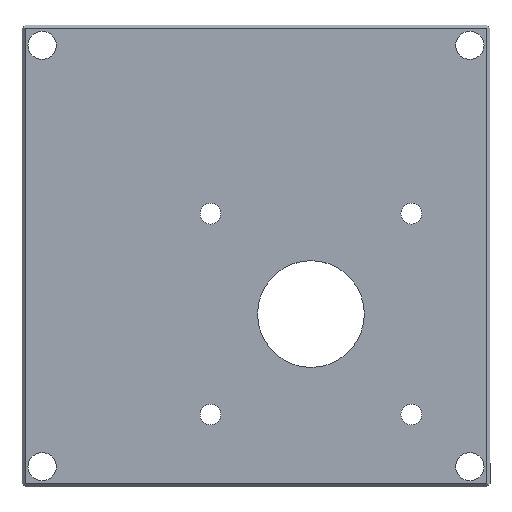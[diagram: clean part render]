
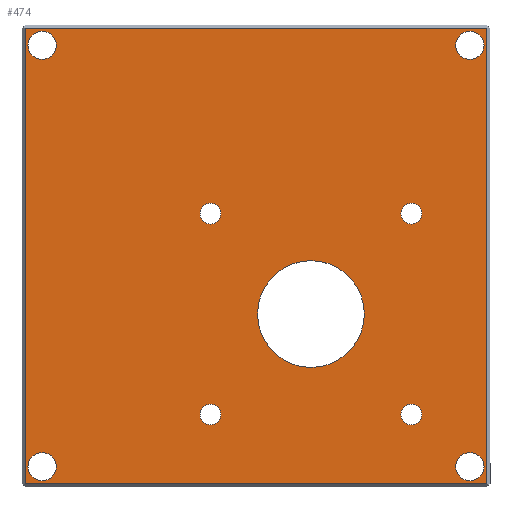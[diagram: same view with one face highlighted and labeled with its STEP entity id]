
A CAD part, top view. The second image highlights one B-rep face of the part: STEP entity #474.
In plain terms, the highlighted planar face has unit normal (0, 0, 1).
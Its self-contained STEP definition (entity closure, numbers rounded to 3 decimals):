
#15=FACE_BOUND('',#86,.T.);
#16=FACE_BOUND('',#87,.T.);
#17=FACE_BOUND('',#88,.T.);
#18=FACE_BOUND('',#89,.T.);
#19=FACE_BOUND('',#90,.T.);
#20=FACE_BOUND('',#91,.T.);
#21=FACE_BOUND('',#92,.T.);
#22=FACE_BOUND('',#93,.T.);
#23=FACE_BOUND('',#94,.T.);
#39=PLANE('',#529);
#62=FACE_OUTER_BOUND('',#85,.T.);
#85=EDGE_LOOP('',(#392,#393,#394,#395));
#86=EDGE_LOOP('',(#396));
#87=EDGE_LOOP('',(#397));
#88=EDGE_LOOP('',(#398));
#89=EDGE_LOOP('',(#399));
#90=EDGE_LOOP('',(#400));
#91=EDGE_LOOP('',(#401));
#92=EDGE_LOOP('',(#402));
#93=EDGE_LOOP('',(#403));
#94=EDGE_LOOP('',(#404));
#121=LINE('',#726,#166);
#132=LINE('',#748,#177);
#140=LINE('',#764,#185);
#144=LINE('',#771,#189);
#166=VECTOR('',#605,10.);
#177=VECTOR('',#622,10.);
#185=VECTOR('',#634,10.);
#189=VECTOR('',#640,10.);
#201=CIRCLE('',#497,1.666);
#203=CIRCLE('',#500,1.666);
#205=CIRCLE('',#503,1.666);
#207=CIRCLE('',#506,1.666);
#210=CIRCLE('',#510,2.25);
#212=CIRCLE('',#513,2.25);
#214=CIRCLE('',#516,2.25);
#216=CIRCLE('',#519,2.25);
#217=CIRCLE('',#521,8.5);
#219=VERTEX_POINT('',#668);
#221=VERTEX_POINT('',#674);
#223=VERTEX_POINT('',#680);
#225=VERTEX_POINT('',#686);
#228=VERTEX_POINT('',#694);
#230=VERTEX_POINT('',#700);
#232=VERTEX_POINT('',#706);
#234=VERTEX_POINT('',#712);
#235=VERTEX_POINT('',#716);
#238=VERTEX_POINT('',#723);
#239=VERTEX_POINT('',#725);
#247=VERTEX_POINT('',#747);
#253=VERTEX_POINT('',#763);
#261=EDGE_CURVE('',#219,#219,#201,.T.);
#264=EDGE_CURVE('',#221,#221,#203,.T.);
#267=EDGE_CURVE('',#223,#223,#205,.T.);
#270=EDGE_CURVE('',#225,#225,#207,.T.);
#275=EDGE_CURVE('',#228,#228,#210,.T.);
#278=EDGE_CURVE('',#230,#230,#212,.T.);
#281=EDGE_CURVE('',#232,#232,#214,.T.);
#284=EDGE_CURVE('',#234,#234,#216,.T.);
#285=EDGE_CURVE('',#235,#235,#217,.T.);
#289=EDGE_CURVE('',#238,#239,#121,.T.);
#300=EDGE_CURVE('',#239,#247,#132,.T.);
#308=EDGE_CURVE('',#247,#253,#140,.T.);
#312=EDGE_CURVE('',#253,#238,#144,.T.);
#392=ORIENTED_EDGE('',*,*,#289,.F.);
#393=ORIENTED_EDGE('',*,*,#312,.F.);
#394=ORIENTED_EDGE('',*,*,#308,.F.);
#395=ORIENTED_EDGE('',*,*,#300,.F.);
#396=ORIENTED_EDGE('',*,*,#261,.T.);
#397=ORIENTED_EDGE('',*,*,#264,.T.);
#398=ORIENTED_EDGE('',*,*,#267,.T.);
#399=ORIENTED_EDGE('',*,*,#270,.T.);
#400=ORIENTED_EDGE('',*,*,#275,.T.);
#401=ORIENTED_EDGE('',*,*,#278,.T.);
#402=ORIENTED_EDGE('',*,*,#281,.T.);
#403=ORIENTED_EDGE('',*,*,#284,.T.);
#404=ORIENTED_EDGE('',*,*,#285,.T.);
#474=ADVANCED_FACE('',(#62,#15,#16,#17,#18,#19,#20,#21,#22,#23),#39,.T.);
#497=AXIS2_PLACEMENT_3D('',#669,#541,#542);
#500=AXIS2_PLACEMENT_3D('',#675,#548,#549);
#503=AXIS2_PLACEMENT_3D('',#681,#555,#556);
#506=AXIS2_PLACEMENT_3D('',#687,#562,#563);
#510=AXIS2_PLACEMENT_3D('',#696,#572,#573);
#513=AXIS2_PLACEMENT_3D('',#702,#579,#580);
#516=AXIS2_PLACEMENT_3D('',#708,#586,#587);
#519=AXIS2_PLACEMENT_3D('',#714,#593,#594);
#521=AXIS2_PLACEMENT_3D('',#717,#597,#598);
#529=AXIS2_PLACEMENT_3D('',#770,#638,#639);
#541=DIRECTION('center_axis',(0.,0.,-1.));
#542=DIRECTION('ref_axis',(1.,0.,0.));
#548=DIRECTION('center_axis',(0.,0.,-1.));
#549=DIRECTION('ref_axis',(1.,0.,0.));
#555=DIRECTION('center_axis',(0.,0.,-1.));
#556=DIRECTION('ref_axis',(1.,0.,0.));
#562=DIRECTION('center_axis',(0.,0.,-1.));
#563=DIRECTION('ref_axis',(1.,0.,0.));
#572=DIRECTION('center_axis',(0.,0.,-1.));
#573=DIRECTION('ref_axis',(0.,-1.,0.));
#579=DIRECTION('center_axis',(0.,0.,-1.));
#580=DIRECTION('ref_axis',(0.,-1.,0.));
#586=DIRECTION('center_axis',(0.,0.,-1.));
#587=DIRECTION('ref_axis',(0.,-1.,0.));
#593=DIRECTION('center_axis',(0.,0.,-1.));
#594=DIRECTION('ref_axis',(0.,-1.,0.));
#597=DIRECTION('center_axis',(0.,0.,-1.));
#598=DIRECTION('ref_axis',(-1.,0.,0.));
#605=DIRECTION('',(0.,1.,0.));
#622=DIRECTION('',(1.,0.,0.));
#634=DIRECTION('',(0.,-1.,0.));
#638=DIRECTION('center_axis',(0.,0.,1.));
#639=DIRECTION('ref_axis',(1.,0.,0.));
#640=DIRECTION('',(-1.,0.,0.));
#668=CARTESIAN_POINT('',(34.855,-44.25,26.5));
#669=CARTESIAN_POINT('Origin',(36.521,-44.25,26.5));
#674=CARTESIAN_POINT('',(2.855,-12.25,26.5));
#675=CARTESIAN_POINT('Origin',(4.521,-12.25,26.5));
#680=CARTESIAN_POINT('',(2.855,-44.25,26.5));
#681=CARTESIAN_POINT('Origin',(4.521,-44.25,26.5));
#686=CARTESIAN_POINT('',(34.855,-12.25,26.5));
#687=CARTESIAN_POINT('Origin',(36.521,-12.25,26.5));
#694=CARTESIAN_POINT('',(45.841,16.799,26.5));
#696=CARTESIAN_POINT('Origin',(45.841,14.549,26.5));
#700=CARTESIAN_POINT('',(-22.299,-50.299,26.5));
#702=CARTESIAN_POINT('Origin',(-22.299,-52.549,26.5));
#706=CARTESIAN_POINT('',(45.841,-50.299,26.5));
#708=CARTESIAN_POINT('Origin',(45.841,-52.549,26.5));
#712=CARTESIAN_POINT('',(-22.299,16.799,26.5));
#714=CARTESIAN_POINT('Origin',(-22.299,14.549,26.5));
#716=CARTESIAN_POINT('',(29.021,-28.25,26.5));
#717=CARTESIAN_POINT('Origin',(20.521,-28.25,26.5));
#723=CARTESIAN_POINT('',(-25.,-55.25,26.5));
#725=CARTESIAN_POINT('',(-25.,17.25,26.5));
#726=CARTESIAN_POINT('',(-25.,-0.875,26.5));
#747=CARTESIAN_POINT('',(48.542,17.25,26.5));
#748=CARTESIAN_POINT('',(30.156,17.25,26.5));
#763=CARTESIAN_POINT('',(48.542,-55.25,26.5));
#764=CARTESIAN_POINT('',(48.542,-37.125,26.5));
#770=CARTESIAN_POINT('Origin',(11.771,-19.,26.5));
#771=CARTESIAN_POINT('',(-6.615,-55.25,26.5));
